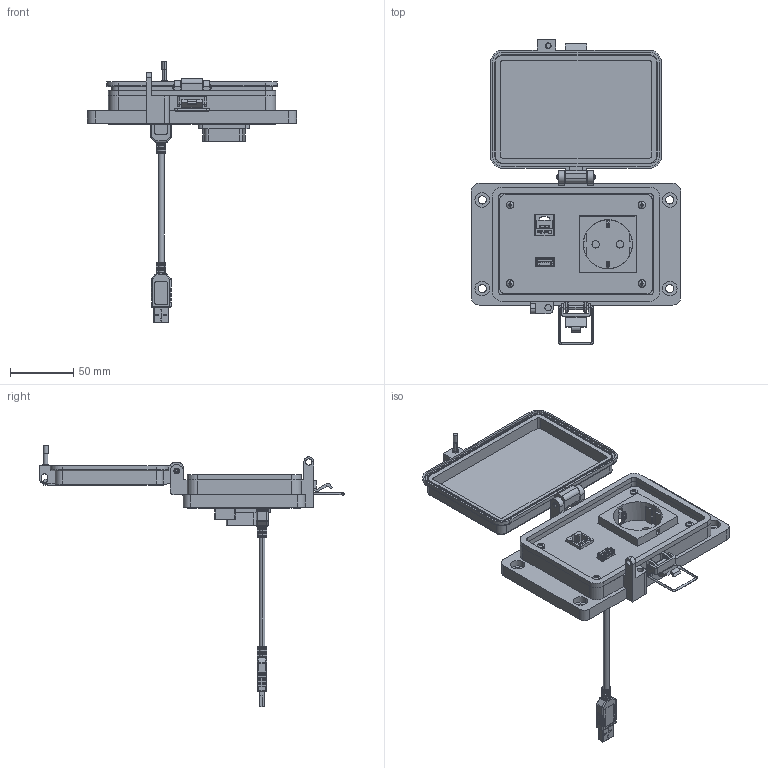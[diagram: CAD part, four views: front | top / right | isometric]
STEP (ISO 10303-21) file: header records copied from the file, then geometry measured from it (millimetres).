
FILE_DESCRIPTION (( 'STEP AP203' ), '1' );
FILE_NAME ('P-P11R2-M3RE0_3D.STEP', '2018-05-14T16:05:37', ( '' ), ( '' ), 'SwSTEP 2.0', 'SolidWorks 2017', '' );
FILE_SCHEMA (( 'CONFIG_CONTROL_DESIGN' ));
Length unit declared in the file: millimetre
Products named in the file (12): P-P11R2-M3RE0_FP060_1; -M3; M3PH_14M3; Z-020-3047; P-P11R2-M3RE0_3D; P11; Z-300-RJ45CAT5; R2; Z-200-OTLT-RE; RE; P-P11R2-M3RE0_BP180_1; Z-H-M3_B
Assembly tree (14 placements, depth 3):
  P-P11R2-M3RE0_3D
    -M3
      Z-H-M3_B
    P11
      Z-020-3047
    R2
      Z-300-RJ45CAT5
    RE
      Z-200-OTLT-RE
    P-P11R2-M3RE0_BP180_1
    P-P11R2-M3RE0_FP060_1
    M3PH_14M3  x4
Bounding box: 164.96 x 240.59 x 206.58 mm (x, y, z)
Volume: 263737.5 mm3; surface area: 153630.2 mm2
Topology: 28 solids, 28 shells, 2645 faces, 7493 edges, 4915 vertices
Faces by surface type: plane 1262, cylinder 1083, bspline 232, cone 44, torus 16, sphere 8
Entity records: 81566 total; most frequent: CARTESIAN_POINT 26687, ORIENTED_EDGE 11784, DIRECTION 10353, EDGE_CURVE 5892, VERTEX_POINT 3874, LINE 3829, VECTOR 3829, AXIS2_PLACEMENT_3D 3262
